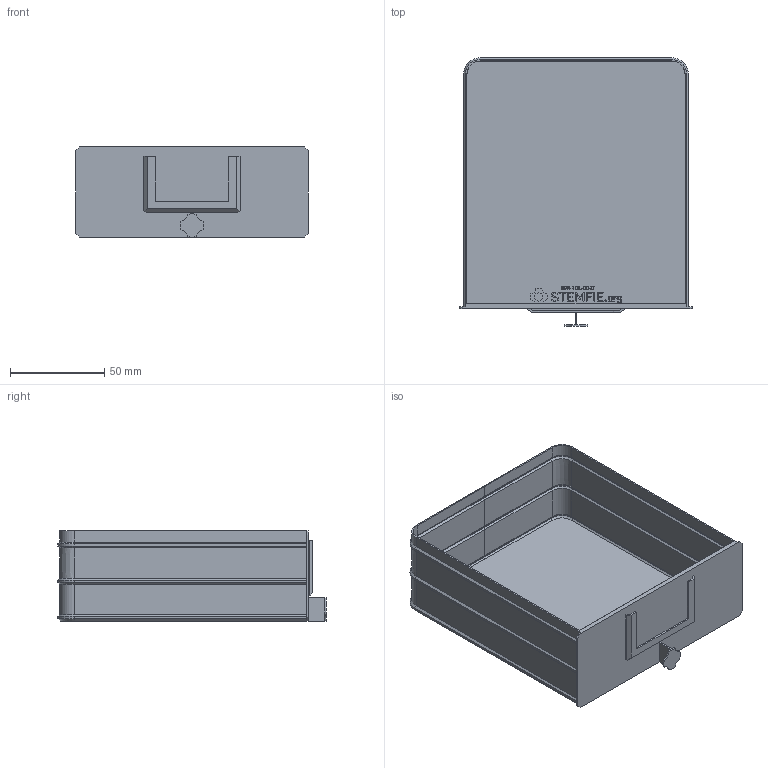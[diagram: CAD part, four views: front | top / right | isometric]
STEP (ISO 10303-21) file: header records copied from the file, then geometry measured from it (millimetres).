
FILE_DESCRIPTION(('FreeCAD Model'),'2;1');
FILE_NAME('Open CASCADE Shape Model','2023-03-08T16:15:06',(''),(''), 'Open CASCADE STEP processor 7.6','FreeCAD','Unknown');
FILE_SCHEMA(('AUTOMOTIVE_DESIGN { 1 0 10303 214 1 1 1 1 }'));
Length unit declared in the file: millimetre
Products named in the file (1): Parts Storage Drawer BU09.00x10.00x03.75 - SPN-TOL-0047 (stemfie.org)
Bounding box: 123.5 x 142.34 x 48 mm (x, y, z)
Volume: 32782.3 mm3; surface area: 81677.5 mm2
Topology: 1 solids, 1 shells, 608 faces, 1625 edges, 1053 vertices
Faces by surface type: plane 430, extrusion 118, cylinder 29, cone 28, revolution 3
Entity records: 40023 total; most frequent: CARTESIAN_POINT 7939, DIRECTION 5553, VECTOR 4388, LINE 4270, ORIENTED_EDGE 3250, PCURVE 3250, DEFINITIONAL_REPRESENTATION 3250, EDGE_CURVE 1625
